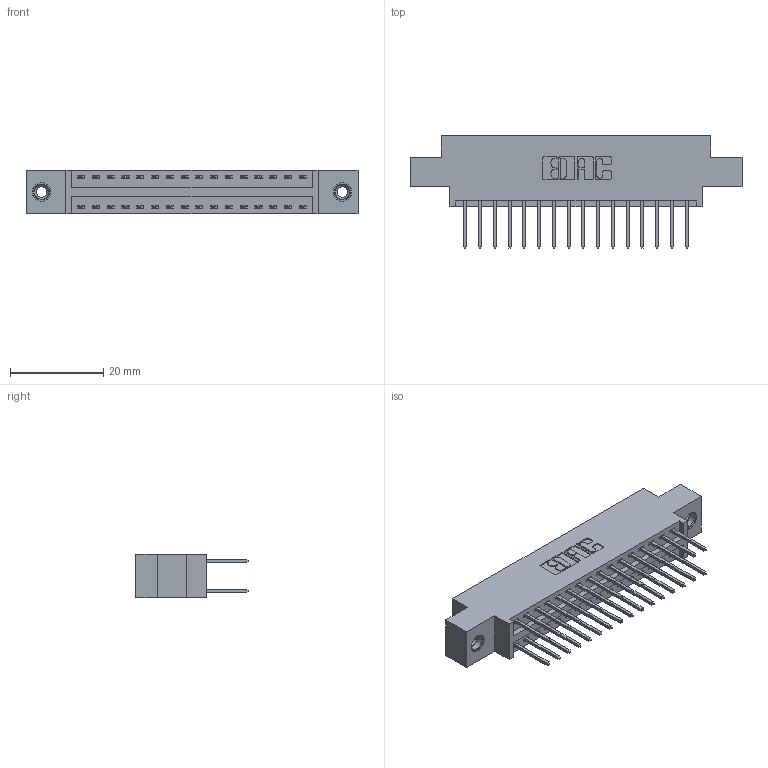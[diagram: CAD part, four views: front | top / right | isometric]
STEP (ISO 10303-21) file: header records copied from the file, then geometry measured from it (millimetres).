
FILE_DESCRIPTION (( 'STEP AP203' ), '1' );
FILE_NAME ('396-032-526-808.STEP', '2018-09-05T10:45:42', ( '' ), ( '' ), 'SwSTEP 2.0', 'SolidWorks 2016', '' );
FILE_SCHEMA (( 'CONFIG_CONTROL_DESIGN' ));
Length unit declared in the file: inch
Products named in the file (4): 346 Part_0.170 Offset - 0.156 Dia-TI; 345-292-001_345-293-126; 345-250-001_345-250-003-102; 396-032-526-808
Assembly tree (35 placements, depth 2):
  396-032-526-808
    346 Part_0.170 Offset - 0.156 Dia-TI
    345-292-001_345-293-126  x32
    345-250-001_345-250-003-102  x2
Bounding box: 71.37 x 24.13 x 9.4 mm (x, y, z)
Volume: 6649.3 mm3; surface area: 9165.7 mm2
Topology: 35 solids, 35 shells, 1850 faces, 5437 edges, 3574 vertices
Faces by surface type: plane 1232, cylinder 602, cone 12, torus 4
Entity records: 15278 total; most frequent: CARTESIAN_POINT 2539, ORIENTED_EDGE 2466, DIRECTION 2315, EDGE_CURVE 1233, LINE 1017, VECTOR 1017, VERTEX_POINT 816, AXIS2_PLACEMENT_3D 649
